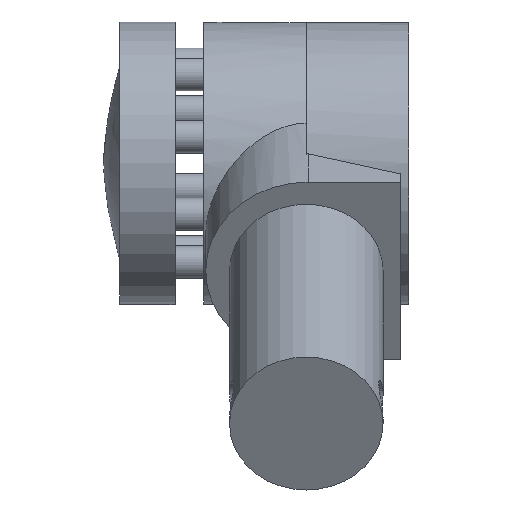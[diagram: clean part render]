
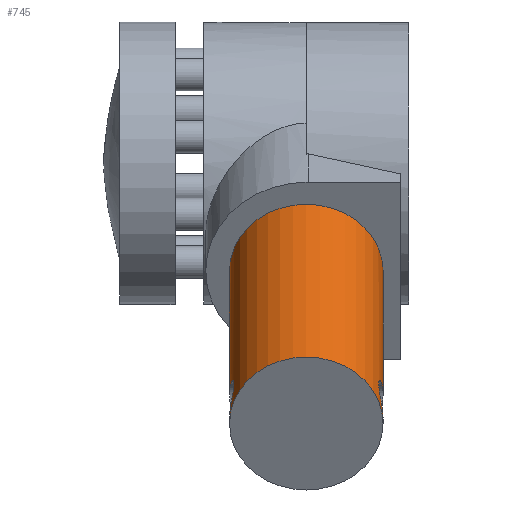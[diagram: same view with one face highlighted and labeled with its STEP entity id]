
A CAD part, left-side view. The second image highlights one B-rep face of the part: STEP entity #745.
In plain terms, the highlighted cylindrical face has radius 22.559 mm (diameter 45.118 mm), a full revolution.
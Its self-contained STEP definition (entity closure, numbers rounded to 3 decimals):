
#60=FACE_BOUND('',#174,.T.);
#61=FACE_BOUND('',#175,.T.);
#85=CIRCLE('',#819,22.559);
#86=CIRCLE('',#820,22.559);
#128=FACE_OUTER_BOUND('',#173,.T.);
#173=EDGE_LOOP('',(#526,#527,#528,#529));
#174=EDGE_LOOP('',(#530));
#175=EDGE_LOOP('',(#531));
#243=LINE('',#1232,#297);
#297=VECTOR('',#922,22.559);
#350=B_SPLINE_CURVE_WITH_KNOTS('',3,(#1158,#1159,#1160,#1161,#1162,#1163,
#1164,#1165,#1166,#1167,#1168,#1169,#1170,#1171,#1172,#1173,#1174,#1175,
#1176,#1177,#1178,#1179,#1180,#1181,#1182,#1183,#1184,#1185,#1186,#1187,
#1188,#1189,#1190,#1191),.UNSPECIFIED.,.T.,.F.,(4,2,2,2,2,2,2,2,2,2,2,2,
2,2,2,2,4),(0.,0.121,0.241,0.362,0.482,
0.603,0.724,0.844,0.965,1.085,
1.206,1.327,1.447,1.568,1.688,
1.809,1.93),.UNSPECIFIED.);
#351=B_SPLINE_CURVE_WITH_KNOTS('',3,(#1194,#1195,#1196,#1197,#1198,#1199,
#1200,#1201,#1202,#1203,#1204,#1205,#1206,#1207,#1208,#1209,#1210,#1211,
#1212,#1213,#1214,#1215,#1216,#1217,#1218,#1219,#1220,#1221,#1222,#1223,
#1224,#1225,#1226,#1227),.UNSPECIFIED.,.T.,.F.,(4,2,2,2,2,2,2,2,2,2,2,2,
2,2,2,2,4),(-1.93,-1.809,-1.688,-1.568,
-1.447,-1.327,-1.206,-1.085,
-0.965,-0.844,-0.724,-0.603,
-0.482,-0.362,-0.241,-0.121,
0.),.UNSPECIFIED.);
#354=VERTEX_POINT('',#1157);
#355=VERTEX_POINT('',#1192);
#356=VERTEX_POINT('',#1229);
#357=VERTEX_POINT('',#1231);
#420=EDGE_CURVE('',#354,#354,#350,.T.);
#422=EDGE_CURVE('',#355,#355,#351,.T.);
#423=EDGE_CURVE('',#356,#356,#85,.T.);
#424=EDGE_CURVE('',#356,#357,#243,.T.);
#425=EDGE_CURVE('',#357,#357,#86,.T.);
#526=ORIENTED_EDGE('',*,*,#423,.T.);
#527=ORIENTED_EDGE('',*,*,#424,.T.);
#528=ORIENTED_EDGE('',*,*,#425,.T.);
#529=ORIENTED_EDGE('',*,*,#424,.F.);
#530=ORIENTED_EDGE('',*,*,#420,.T.);
#531=ORIENTED_EDGE('',*,*,#422,.T.);
#727=CYLINDRICAL_SURFACE('',#818,22.559);
#745=ADVANCED_FACE('',(#128,#60,#61),#727,.T.);
#818=AXIS2_PLACEMENT_3D('',#1228,#918,#919);
#819=AXIS2_PLACEMENT_3D('',#1230,#920,#921);
#820=AXIS2_PLACEMENT_3D('',#1233,#923,#924);
#918=DIRECTION('center_axis',(1.,0.,0.));
#919=DIRECTION('ref_axis',(0.,0.,-1.));
#920=DIRECTION('center_axis',(-1.,0.,0.));
#921=DIRECTION('ref_axis',(0.,0.,-1.));
#922=DIRECTION('',(-1.,0.,0.));
#923=DIRECTION('center_axis',(1.,0.,0.));
#924=DIRECTION('ref_axis',(0.,0.,-1.));
#1157=CARTESIAN_POINT('',(-169.626,-17.738,-24.895));
#1158=CARTESIAN_POINT('Ctrl Pts',(-169.626,-17.738,-9.856));
#1159=CARTESIAN_POINT('Ctrl Pts',(-168.674,-17.738,-9.856));
#1160=CARTESIAN_POINT('Ctrl Pts',(-167.664,-17.809,-10.048));
#1161=CARTESIAN_POINT('Ctrl Pts',(-165.813,-18.058,-10.817));
#1162=CARTESIAN_POINT('Ctrl Pts',(-164.973,-18.232,-11.394));
#1163=CARTESIAN_POINT('Ctrl Pts',(-163.646,-18.554,-12.722));
#1164=CARTESIAN_POINT('Ctrl Pts',(-163.068,-18.724,-13.562));
#1165=CARTESIAN_POINT('Ctrl Pts',(-162.298,-18.962,-15.413));
#1166=CARTESIAN_POINT('Ctrl Pts',(-162.106,-19.029,-16.424));
#1167=CARTESIAN_POINT('Ctrl Pts',(-162.106,-19.029,-18.327));
#1168=CARTESIAN_POINT('Ctrl Pts',(-162.298,-18.962,-19.338));
#1169=CARTESIAN_POINT('Ctrl Pts',(-163.068,-18.724,-21.189));
#1170=CARTESIAN_POINT('Ctrl Pts',(-163.646,-18.554,-22.029));
#1171=CARTESIAN_POINT('Ctrl Pts',(-164.973,-18.232,-23.356));
#1172=CARTESIAN_POINT('Ctrl Pts',(-165.813,-18.058,-23.934));
#1173=CARTESIAN_POINT('Ctrl Pts',(-167.664,-17.809,-24.703));
#1174=CARTESIAN_POINT('Ctrl Pts',(-168.674,-17.738,-24.895));
#1175=CARTESIAN_POINT('Ctrl Pts',(-170.579,-17.738,-24.895));
#1176=CARTESIAN_POINT('Ctrl Pts',(-171.589,-17.809,-24.703));
#1177=CARTESIAN_POINT('Ctrl Pts',(-173.439,-18.058,-23.934));
#1178=CARTESIAN_POINT('Ctrl Pts',(-174.28,-18.232,-23.356));
#1179=CARTESIAN_POINT('Ctrl Pts',(-175.607,-18.554,-22.029));
#1180=CARTESIAN_POINT('Ctrl Pts',(-176.185,-18.724,-21.189));
#1181=CARTESIAN_POINT('Ctrl Pts',(-176.954,-18.962,-19.338));
#1182=CARTESIAN_POINT('Ctrl Pts',(-177.146,-19.029,-18.327));
#1183=CARTESIAN_POINT('Ctrl Pts',(-177.146,-19.029,-16.424));
#1184=CARTESIAN_POINT('Ctrl Pts',(-176.954,-18.962,-15.413));
#1185=CARTESIAN_POINT('Ctrl Pts',(-176.185,-18.724,-13.562));
#1186=CARTESIAN_POINT('Ctrl Pts',(-175.607,-18.554,-12.722));
#1187=CARTESIAN_POINT('Ctrl Pts',(-174.28,-18.232,-11.394));
#1188=CARTESIAN_POINT('Ctrl Pts',(-173.439,-18.058,-10.817));
#1189=CARTESIAN_POINT('Ctrl Pts',(-171.589,-17.809,-10.048));
#1190=CARTESIAN_POINT('Ctrl Pts',(-170.579,-17.738,-9.856));
#1191=CARTESIAN_POINT('Ctrl Pts',(-169.626,-17.738,-9.856));
#1192=CARTESIAN_POINT('',(-169.626,24.8,-24.895));
#1194=CARTESIAN_POINT('Ctrl Pts',(-169.626,24.8,-9.856));
#1195=CARTESIAN_POINT('Ctrl Pts',(-170.579,24.8,-9.856));
#1196=CARTESIAN_POINT('Ctrl Pts',(-171.589,24.87,-10.048));
#1197=CARTESIAN_POINT('Ctrl Pts',(-173.439,25.119,-10.817));
#1198=CARTESIAN_POINT('Ctrl Pts',(-174.28,25.293,-11.394));
#1199=CARTESIAN_POINT('Ctrl Pts',(-175.607,25.615,-12.722));
#1200=CARTESIAN_POINT('Ctrl Pts',(-176.185,25.785,-13.562));
#1201=CARTESIAN_POINT('Ctrl Pts',(-176.954,26.024,-15.413));
#1202=CARTESIAN_POINT('Ctrl Pts',(-177.146,26.09,-16.424));
#1203=CARTESIAN_POINT('Ctrl Pts',(-177.146,26.09,-18.327));
#1204=CARTESIAN_POINT('Ctrl Pts',(-176.954,26.024,-19.338));
#1205=CARTESIAN_POINT('Ctrl Pts',(-176.185,25.785,-21.189));
#1206=CARTESIAN_POINT('Ctrl Pts',(-175.607,25.615,-22.029));
#1207=CARTESIAN_POINT('Ctrl Pts',(-174.28,25.293,-23.356));
#1208=CARTESIAN_POINT('Ctrl Pts',(-173.439,25.119,-23.934));
#1209=CARTESIAN_POINT('Ctrl Pts',(-171.589,24.87,-24.703));
#1210=CARTESIAN_POINT('Ctrl Pts',(-170.579,24.8,-24.895));
#1211=CARTESIAN_POINT('Ctrl Pts',(-168.674,24.8,-24.895));
#1212=CARTESIAN_POINT('Ctrl Pts',(-167.664,24.87,-24.703));
#1213=CARTESIAN_POINT('Ctrl Pts',(-165.813,25.119,-23.934));
#1214=CARTESIAN_POINT('Ctrl Pts',(-164.973,25.293,-23.356));
#1215=CARTESIAN_POINT('Ctrl Pts',(-163.646,25.615,-22.029));
#1216=CARTESIAN_POINT('Ctrl Pts',(-163.068,25.785,-21.189));
#1217=CARTESIAN_POINT('Ctrl Pts',(-162.298,26.024,-19.338));
#1218=CARTESIAN_POINT('Ctrl Pts',(-162.106,26.09,-18.327));
#1219=CARTESIAN_POINT('Ctrl Pts',(-162.106,26.09,-16.424));
#1220=CARTESIAN_POINT('Ctrl Pts',(-162.298,26.024,-15.413));
#1221=CARTESIAN_POINT('Ctrl Pts',(-163.068,25.785,-13.562));
#1222=CARTESIAN_POINT('Ctrl Pts',(-163.646,25.615,-12.722));
#1223=CARTESIAN_POINT('Ctrl Pts',(-164.973,25.293,-11.394));
#1224=CARTESIAN_POINT('Ctrl Pts',(-165.813,25.119,-10.817));
#1225=CARTESIAN_POINT('Ctrl Pts',(-167.664,24.87,-10.048));
#1226=CARTESIAN_POINT('Ctrl Pts',(-168.674,24.8,-9.856));
#1227=CARTESIAN_POINT('Ctrl Pts',(-169.626,24.8,-9.856));
#1228=CARTESIAN_POINT('Origin',(-248.473,3.531,-17.375));
#1229=CARTESIAN_POINT('',(-89.917,3.531,5.184));
#1230=CARTESIAN_POINT('Origin',(-89.917,3.531,-17.375));
#1231=CARTESIAN_POINT('',(-179.666,3.531,5.184));
#1232=CARTESIAN_POINT('',(-248.473,3.531,5.184));
#1233=CARTESIAN_POINT('Origin',(-179.666,3.531,-17.375));
